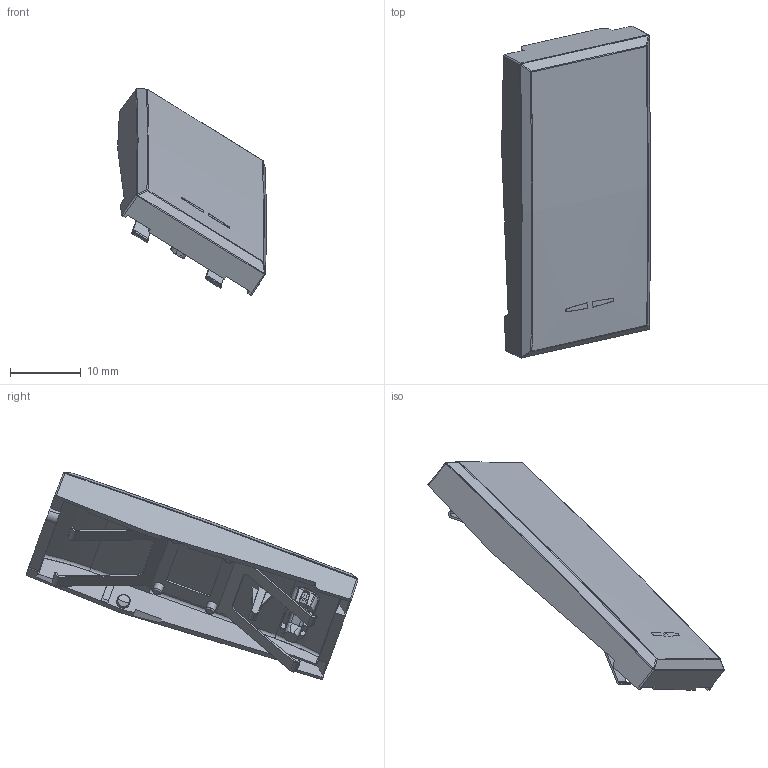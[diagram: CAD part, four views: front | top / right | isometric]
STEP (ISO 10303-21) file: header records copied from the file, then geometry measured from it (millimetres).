
FILE_DESCRIPTION(('CATIA V5 STEP Exchange'),'2;1');
FILE_NAME('442ELA01-C.stp','2024-03-08T09:39:39+00:00',('none'),('none'),'CATIA Version 5-6 Release 2016 SP6','CATIA V5 STEP AP203','none');
FILE_SCHEMA(('CONFIG_CONTROL_DESIGN'));
Length unit declared in the file: millimetre
Products named in the file (1): 44XELA01-C
Assembly tree (4 placements, depth 2):
  44XELA01-C
    #57
    #12190
    #14252
    #16325
Bounding box: 21.1 x 47.09 x 29.34 mm (x, y, z)
Volume: 2389.5 mm3; surface area: 3968.8 mm2
Topology: 3 solids, 3 shells, 434 faces, 1186 edges, 750 vertices
Faces by surface type: plane 193, cylinder 101, bspline 52, cone 42, torus 34, sphere 12
Entity records: 16350 total; most frequent: CARTESIAN_POINT 6737, ORIENTED_EDGE 2336, DIRECTION 1344, EDGE_CURVE 1168, VERTEX_POINT 746, AXIS2_PLACEMENT_3D 525, VECTOR 519, LINE 519
